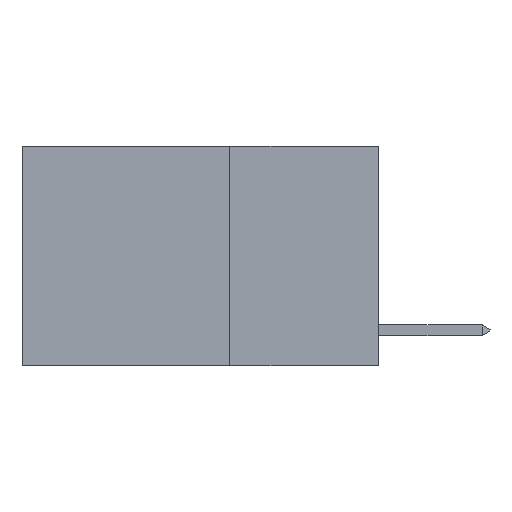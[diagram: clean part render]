
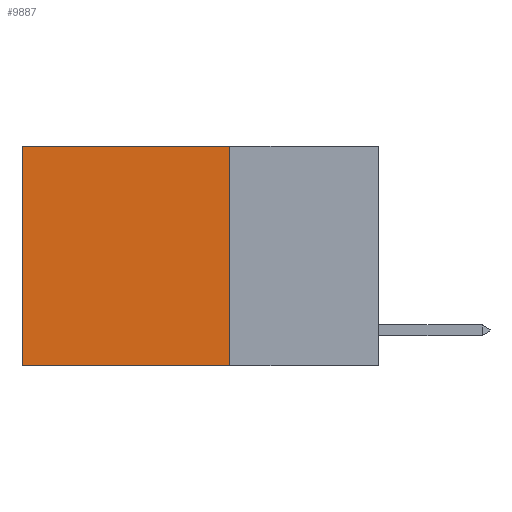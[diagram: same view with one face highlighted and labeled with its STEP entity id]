
A CAD part, left-side view. The second image highlights one B-rep face of the part: STEP entity #9887.
In plain terms, the highlighted planar face has unit normal (-1, 0, 0).
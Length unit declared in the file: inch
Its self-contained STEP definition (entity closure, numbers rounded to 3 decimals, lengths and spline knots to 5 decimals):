
#804 = CARTESIAN_POINT ( 'NONE',  ( 0.2625, 0.25, 0. ) ) ;
#1028 = CARTESIAN_POINT ( 'NONE',  ( 0.2625, 0.6, 0. ) ) ;
#1139 = DIRECTION ( 'NONE',  ( 0., 1., 0. ) ) ;
#1538 = DIRECTION ( 'NONE',  ( 0., 0., -1. ) ) ;
#1717 = VERTEX_POINT ( 'NONE', #9136 ) ;
#2180 = FACE_OUTER_BOUND ( 'NONE', #4656, .T. ) ;
#2416 = ORIENTED_EDGE ( 'NONE', *, *, #4714, .F. ) ;
#2842 = CARTESIAN_POINT ( 'NONE',  ( 0.2625, 0.25, -0.37 ) ) ;
#2928 = EDGE_CURVE ( 'NONE', #9621, #1717, #6237, .T. ) ;
#3266 = EDGE_CURVE ( 'NONE', #1717, #11926, #15165, .T. ) ;
#3431 = VECTOR ( 'NONE', #1538, 39.37008 ) ;
#4363 = PLANE ( 'NONE',  #11077 ) ;
#4563 = DIRECTION ( 'NONE',  ( 0., 1., 0. ) ) ;
#4656 = EDGE_LOOP ( 'NONE', ( #17327, #11449, #2416, #9725 ) ) ;
#4714 = EDGE_CURVE ( 'NONE', #9621, #10191, #11093, .T. ) ;
#5326 = DIRECTION ( 'NONE',  ( 0., 0., -1. ) ) ;
#5362 = EDGE_CURVE ( 'NONE', #10191, #11926, #12568, .T. ) ;
#6237 = LINE ( 'NONE', #15453, #13465 ) ;
#6647 = CARTESIAN_POINT ( 'NONE',  ( 0.2625, 0.25, 0. ) ) ;
#7431 = CARTESIAN_POINT ( 'NONE',  ( 0.2625, 0.6, -0.37 ) ) ;
#8018 = CARTESIAN_POINT ( 'NONE',  ( 0.2625, 0.25, 0. ) ) ;
#9136 = CARTESIAN_POINT ( 'NONE',  ( 0.2625, 0.6, 0. ) ) ;
#9621 = VERTEX_POINT ( 'NONE', #6647 ) ;
#9725 = ORIENTED_EDGE ( 'NONE', *, *, #2928, .T. ) ;
#9887 = ADVANCED_FACE ( 'NONE', ( #2180 ), #4363, .F. ) ;
#10191 = VERTEX_POINT ( 'NONE', #2842 ) ;
#11077 = AXIS2_PLACEMENT_3D ( 'NONE', #804, #17071, #11337 ) ;
#11093 = LINE ( 'NONE', #8018, #3431 ) ;
#11337 = DIRECTION ( 'NONE',  ( 0., 0., -1. ) ) ;
#11449 = ORIENTED_EDGE ( 'NONE', *, *, #5362, .F. ) ;
#11765 = VECTOR ( 'NONE', #5326, 39.37008 ) ;
#11926 = VERTEX_POINT ( 'NONE', #7431 ) ;
#12143 = VECTOR ( 'NONE', #1139, 39.37008 ) ;
#12568 = LINE ( 'NONE', #14741, #12143 ) ;
#13465 = VECTOR ( 'NONE', #4563, 39.37008 ) ;
#14741 = CARTESIAN_POINT ( 'NONE',  ( 0.2625, 0.25, -0.37 ) ) ;
#15165 = LINE ( 'NONE', #1028, #11765 ) ;
#15453 = CARTESIAN_POINT ( 'NONE',  ( 0.2625, 0.25, 0. ) ) ;
#17071 = DIRECTION ( 'NONE',  ( 1., 0., 0. ) ) ;
#17327 = ORIENTED_EDGE ( 'NONE', *, *, #3266, .T. ) ;
